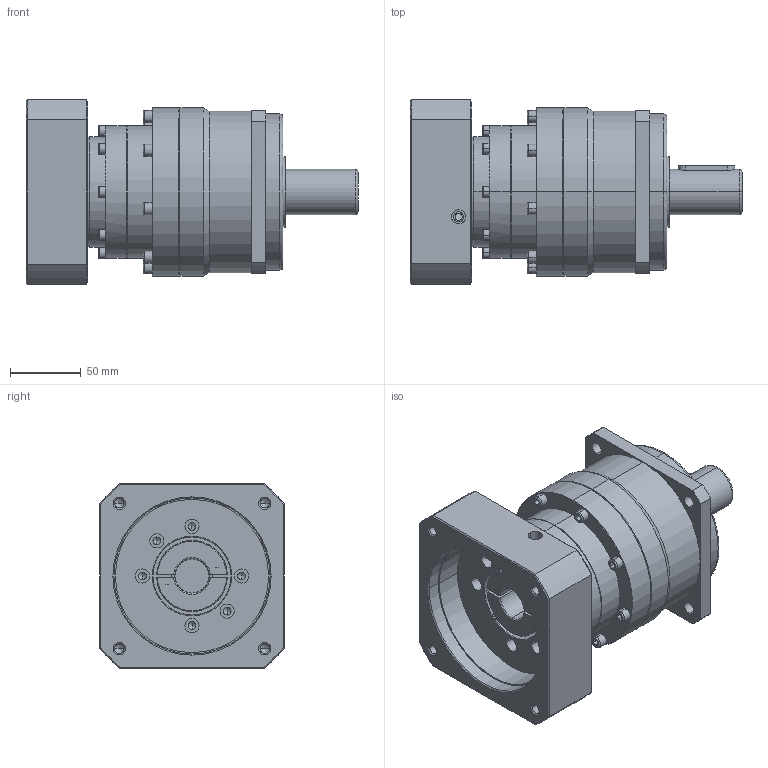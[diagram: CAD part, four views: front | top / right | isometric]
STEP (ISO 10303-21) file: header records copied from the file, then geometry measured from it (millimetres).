
FILE_DESCRIPTION (( 'STEP AP214' ), '1' );
FILE_NAME ('PB115-L2-24-110-145M8.STEP', '2022-02-19T05:41:23', ( 'admin' ), ( '' ), 'SwSTEP 2.0', 'SolidWorks 2013', '' );
FILE_SCHEMA (( 'AUTOMOTIVE_DESIGN' ));
Length unit declared in the file: millimetre
Products named in the file (4): PB115-L2; PB115_X2_8F9351FA7AEF_X0_; PB115-L2-24-110-145M8; PB090-110-145M8
Assembly tree (3 placements, depth 2):
  PB115-L2-24-110-145M8
    PB115_X2_8F9351FA7AEF_X0_
    PB115-L2
    PB090-110-145M8
Bounding box: 234 x 130 x 130 mm (x, y, z)
Volume: 1723564.8 mm3; surface area: 188691.3 mm2
Topology: 3 solids, 3 shells, 509 faces, 1225 edges, 756 vertices
Faces by surface type: plane 195, cylinder 189, cone 82, bspline 43
Entity records: 21314 total; most frequent: CARTESIAN_POINT 3825, DIRECTION 2525, ORIENTED_EDGE 2362, EDGE_CURVE 1181, AXIS2_PLACEMENT_3D 957, VERTEX_POINT 755, EDGE_LOOP 620, VECTOR 611
